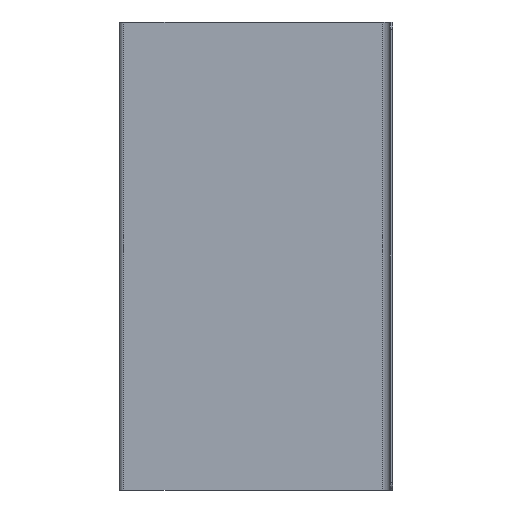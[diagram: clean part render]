
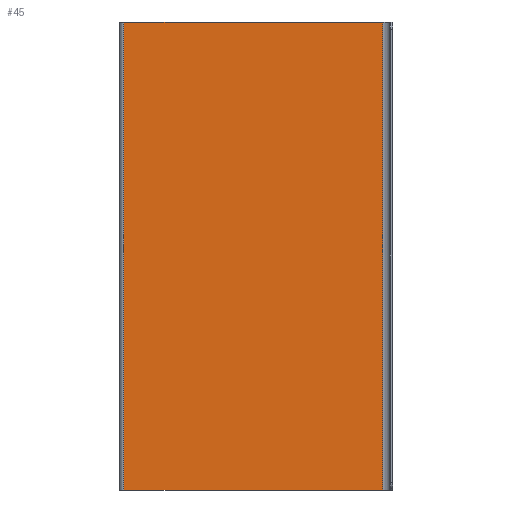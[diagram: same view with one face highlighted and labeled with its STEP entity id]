
A CAD part, front view. The second image highlights one B-rep face of the part: STEP entity #45.
In plain terms, the highlighted planar face has unit normal (0, -1, 0).
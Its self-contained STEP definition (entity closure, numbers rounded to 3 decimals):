
#1 = CARTESIAN_POINT ( 'NONE',  ( 167.75, -3., -298. ) ) ;
#22 = CARTESIAN_POINT ( 'NONE',  ( -167.75, -3., 298. ) ) ;
#33 = DIRECTION ( 'NONE',  ( -1., 0., 0. ) ) ;
#45 = ADVANCED_FACE ( 'NONE', ( #728 ), #108, .T. ) ;
#54 = DIRECTION ( 'NONE',  ( 0., 0., -1. ) ) ;
#107 = VECTOR ( 'NONE', #33, 1000. ) ;
#108 = PLANE ( 'NONE',  #211 ) ;
#139 = DIRECTION ( 'NONE',  ( 0., 0., -1. ) ) ;
#202 = ORIENTED_EDGE ( 'NONE', *, *, #524, .F. ) ;
#203 = CARTESIAN_POINT ( 'NONE',  ( -161.75, -3., 298. ) ) ;
#211 = AXIS2_PLACEMENT_3D ( 'NONE', #619, #506, #54 ) ;
#231 = CARTESIAN_POINT ( 'NONE',  ( 167.75, -3., 298. ) ) ;
#247 = CARTESIAN_POINT ( 'NONE',  ( -161.75, -3., 298. ) ) ;
#259 = ORIENTED_EDGE ( 'NONE', *, *, #698, .T. ) ;
#268 = VECTOR ( 'NONE', #530, 1000. ) ;
#298 = VECTOR ( 'NONE', #139, 1000. ) ;
#389 = VERTEX_POINT ( 'NONE', #247 ) ;
#391 = EDGE_CURVE ( 'NONE', #475, #677, #656, .T. ) ;
#400 = CARTESIAN_POINT ( 'NONE',  ( 167.75, -3., 298. ) ) ;
#421 = ORIENTED_EDGE ( 'NONE', *, *, #391, .F. ) ;
#428 = ORIENTED_EDGE ( 'NONE', *, *, #486, .F. ) ;
#456 = LINE ( 'NONE', #22, #640 ) ;
#475 = VERTEX_POINT ( 'NONE', #1 ) ;
#486 = EDGE_CURVE ( 'NONE', #566, #475, #637, .T. ) ;
#506 = DIRECTION ( 'NONE',  ( 0., -1., 0. ) ) ;
#511 = EDGE_LOOP ( 'NONE', ( #202, #259, #421, #428 ) ) ;
#516 = DIRECTION ( 'NONE',  ( 1., 0., 0. ) ) ;
#524 = EDGE_CURVE ( 'NONE', #389, #566, #456, .T. ) ;
#530 = DIRECTION ( 'NONE',  ( 0., 0., -1. ) ) ;
#566 = VERTEX_POINT ( 'NONE', #400 ) ;
#601 = CARTESIAN_POINT ( 'NONE',  ( -167.75, -3., -298. ) ) ;
#619 = CARTESIAN_POINT ( 'NONE',  ( 0., -3., 0. ) ) ;
#637 = LINE ( 'NONE', #231, #268 ) ;
#640 = VECTOR ( 'NONE', #516, 1000. ) ;
#656 = LINE ( 'NONE', #601, #107 ) ;
#677 = VERTEX_POINT ( 'NONE', #720 ) ;
#698 = EDGE_CURVE ( 'NONE', #389, #677, #723, .T. ) ;
#720 = CARTESIAN_POINT ( 'NONE',  ( -161.75, -3., -298. ) ) ;
#723 = LINE ( 'NONE', #203, #298 ) ;
#728 = FACE_OUTER_BOUND ( 'NONE', #511, .T. ) ;
